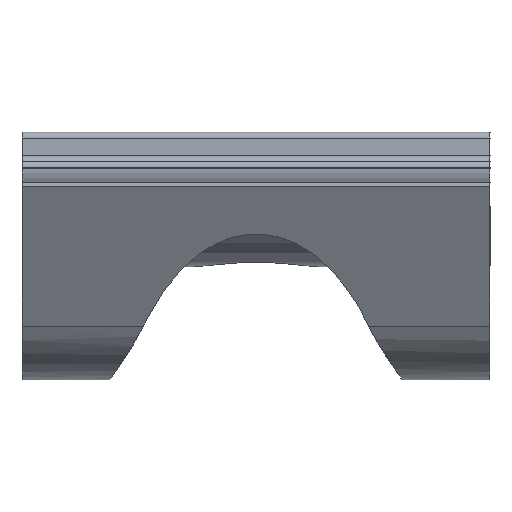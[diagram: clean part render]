
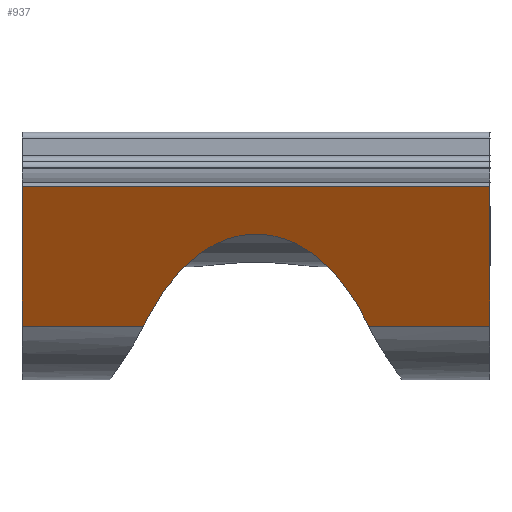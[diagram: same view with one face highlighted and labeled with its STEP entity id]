
A CAD part, left-side view. The second image highlights one B-rep face of the part: STEP entity #937.
In plain terms, the highlighted planar face has unit normal (-0.866, 0, -0.5).
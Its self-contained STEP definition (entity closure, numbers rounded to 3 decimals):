
#37=PLANE('',#1027);
#82=FACE_OUTER_BOUND('',#129,.T.);
#129=EDGE_LOOP('',(#817,#818,#819,#820,#821,#822));
#192=LINE('',#1543,#273);
#196=LINE('',#1554,#277);
#200=LINE('',#1614,#281);
#207=LINE('',#1678,#288);
#212=LINE('',#1749,#293);
#273=VECTOR('',#1213,1.);
#277=VECTOR('',#1223,1.);
#281=VECTOR('',#1237,1.);
#288=VECTOR('',#1256,1.);
#293=VECTOR('',#1279,1.);
#356=ELLIPSE('',#1026,10.,5.);
#421=VERTEX_POINT('',#1540);
#422=VERTEX_POINT('',#1542);
#426=VERTEX_POINT('',#1552);
#433=VERTEX_POINT('',#1599);
#443=VERTEX_POINT('',#1675);
#444=VERTEX_POINT('',#1677);
#545=EDGE_CURVE('',#422,#421,#192,.T.);
#551=EDGE_CURVE('',#421,#426,#196,.T.);
#561=EDGE_CURVE('',#433,#426,#200,.T.);
#574=EDGE_CURVE('',#443,#444,#207,.T.);
#585=EDGE_CURVE('',#433,#444,#356,.T.);
#587=EDGE_CURVE('',#443,#422,#212,.T.);
#817=ORIENTED_EDGE('',*,*,#585,.T.);
#818=ORIENTED_EDGE('',*,*,#574,.F.);
#819=ORIENTED_EDGE('',*,*,#587,.T.);
#820=ORIENTED_EDGE('',*,*,#545,.T.);
#821=ORIENTED_EDGE('',*,*,#551,.T.);
#822=ORIENTED_EDGE('',*,*,#561,.F.);
#937=ADVANCED_FACE('',(#82),#37,.T.);
#1026=AXIS2_PLACEMENT_3D('',#1733,#1275,#1276);
#1027=AXIS2_PLACEMENT_3D('',#1748,#1277,#1278);
#1213=DIRECTION('',(0.,1.,0.));
#1223=DIRECTION('',(0.5,0.,-0.866));
#1237=DIRECTION('',(0.,1.,0.));
#1256=DIRECTION('',(0.,1.,0.));
#1275=DIRECTION('center_axis',(0.866,0.,
0.5));
#1276=DIRECTION('ref_axis',(0.5,0.,-0.866));
#1277=DIRECTION('center_axis',(-0.866,0.,
-0.5));
#1278=DIRECTION('ref_axis',(-0.5,0.,0.866));
#1279=DIRECTION('',(-0.5,0.,0.866));
#1540=CARTESIAN_POINT('',(-5.935,8.,-1.866));
#1542=CARTESIAN_POINT('',(-5.935,-8.,-1.866));
#1543=CARTESIAN_POINT('',(-5.935,-8.,-1.866));
#1552=CARTESIAN_POINT('',(-3.185,8.,-6.629));
#1554=CARTESIAN_POINT('',(-3.185,8.,-6.629));
#1599=CARTESIAN_POINT('',(-3.185,3.854,-6.629));
#1614=CARTESIAN_POINT('',(-3.185,-8.,-6.629));
#1675=CARTESIAN_POINT('',(-3.185,-8.,-6.629));
#1677=CARTESIAN_POINT('',(-3.185,-3.854,-6.629));
#1678=CARTESIAN_POINT('',(-3.185,-8.,-6.629));
#1733=CARTESIAN_POINT('Origin',(0.,0.,
-12.145));
#1748=CARTESIAN_POINT('Origin',(-5.935,-8.,-1.866));
#1749=CARTESIAN_POINT('',(-3.185,-8.,-6.629));
